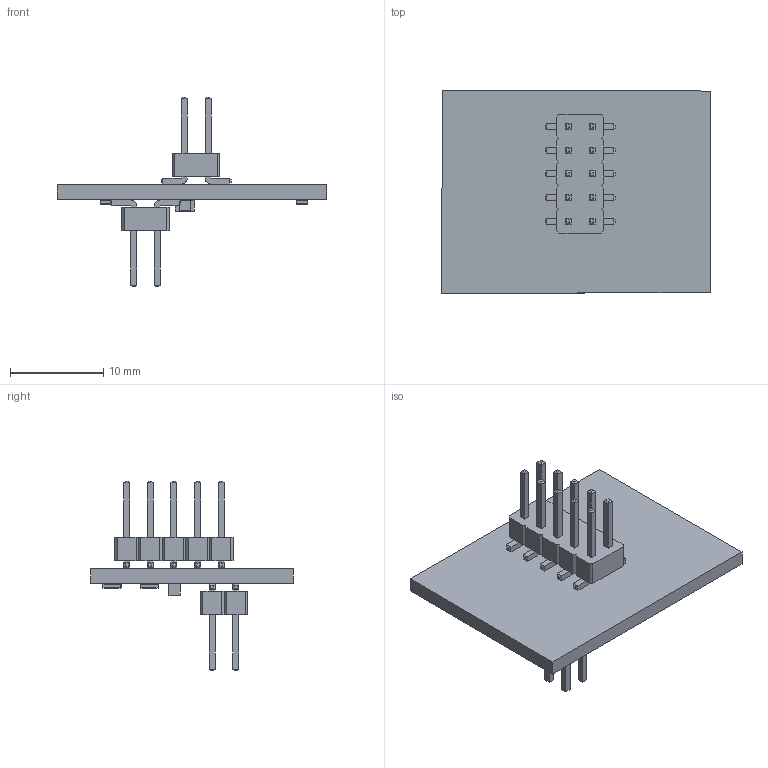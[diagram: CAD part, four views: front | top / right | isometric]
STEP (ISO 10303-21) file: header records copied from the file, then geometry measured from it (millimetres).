
FILE_DESCRIPTION(('KiCad electronic assembly'),'2;1');
FILE_NAME('trabajoProfesionalPresion.step','2021-06-08T15:12:07',( 'An Author'),('A Company'),'Open CASCADE STEP processor 6.9', 'KiCad to STEP converter','Unknown');
FILE_SCHEMA(('AUTOMOTIVE_DESIGN { 1 0 10303 214 1 1 1 1 }'));
Length unit declared in the file: millimetre
Products named in the file (10): Open CASCADE STEP translator 6.9 1; R_0805_2012Metric; SOLID; C_0805_2012Metric; PinHeader_2x02_P2.54mm_Vertical_SMD; PinHeader_2x05_P2.54mm_Vertical_SMD
Assembly tree (10 placements, depth 3):
  Open CASCADE STEP translator 6.9 1
    R_0805_2012Metric  x2
      SOLID
    C_0805_2012Metric
      SOLID
    PinHeader_2x02_P2.54mm_Vertical_SMD
      SOLID
    PinHeader_2x05_P2.54mm_Vertical_SMD
      SOLID
    SOLID
Bounding box: 28.9 x 21.76 x 20.3 mm (x, y, z)
Volume: 1281 mm3; surface area: 2069.7 mm2
Topology: 6 solids, 6 shells, 430 faces, 1044 edges, 656 vertices
Faces by surface type: plane 388, cylinder 42
Entity records: 27175 total; most frequent: CARTESIAN_POINT 4075, DIRECTION 3806, LINE 2792, VECTOR 2792, ORIENTED_EDGE 1952, PCURVE 1952, DEFINITIONAL_REPRESENTATION 1952, EDGE_CURVE 976
